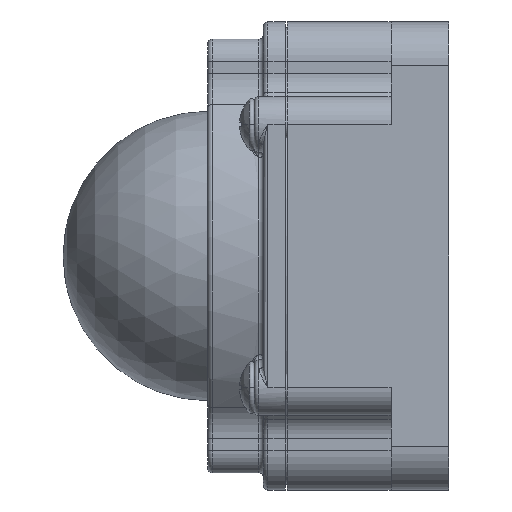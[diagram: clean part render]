
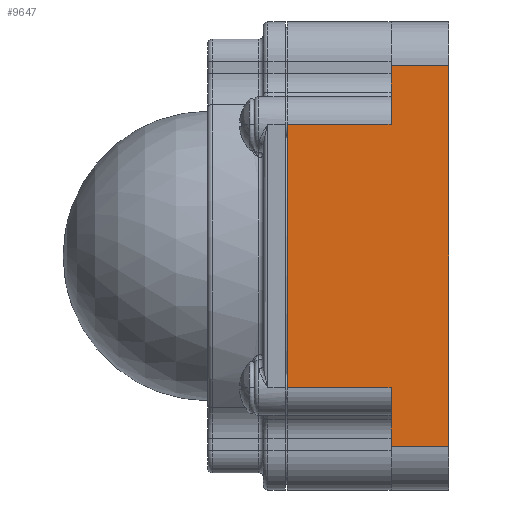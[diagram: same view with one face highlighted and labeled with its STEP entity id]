
A CAD part, left-side view. The second image highlights one B-rep face of the part: STEP entity #9647.
In plain terms, the highlighted planar face has unit normal (-1, 0, 0).
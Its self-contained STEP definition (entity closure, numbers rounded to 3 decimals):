
#1736=DIRECTION('',(0.,0.,1.));
#1737=VECTOR('',#1736,45.466);
#1738=CARTESIAN_POINT('',(-40.07,27.9,-22.733));
#1739=LINE('',#1738,#1737);
#2000=DIRECTION('',(0.,0.,1.));
#2001=VECTOR('',#2000,10.121);
#2002=CARTESIAN_POINT('',(-40.07,10.,-32.854));
#2003=LINE('',#2002,#2001);
#2062=DIRECTION('',(0.,1.,0.));
#2063=VECTOR('',#2062,17.9);
#2064=CARTESIAN_POINT('',(-40.07,10.,-22.733));
#2065=LINE('',#2064,#2063);
#2066=DIRECTION('',(0.,0.,-1.));
#2067=VECTOR('',#2066,65.709);
#2068=CARTESIAN_POINT('',(-40.07,0.,32.854));
#2069=LINE('',#2068,#2067);
#2070=DIRECTION('',(0.,1.,0.));
#2071=VECTOR('',#2070,10.);
#2072=CARTESIAN_POINT('',(-40.07,0.,-32.854));
#2073=LINE('',#2072,#2071);
#2079=DIRECTION('',(0.,1.,0.));
#2080=VECTOR('',#2079,17.9);
#2081=CARTESIAN_POINT('',(-40.07,10.,22.733));
#2082=LINE('',#2081,#2080);
#2092=DIRECTION('',(0.,0.,1.));
#2093=VECTOR('',#2092,10.121);
#2094=CARTESIAN_POINT('',(-40.07,10.,22.733));
#2095=LINE('',#2094,#2093);
#2106=DIRECTION('',(0.,1.,0.));
#2107=VECTOR('',#2106,10.);
#2108=CARTESIAN_POINT('',(-40.07,0.,32.854));
#2109=LINE('',#2108,#2107);
#6162=CARTESIAN_POINT('',(-40.07,0.,32.854));
#6164=VERTEX_POINT('',#6162);
#6175=CARTESIAN_POINT('',(-40.07,0.,-32.854));
#6177=VERTEX_POINT('',#6175);
#6178=CARTESIAN_POINT('',(-40.07,10.,32.854));
#6180=VERTEX_POINT('',#6178);
#6191=CARTESIAN_POINT('',(-40.07,10.,-32.854));
#6193=VERTEX_POINT('',#6191);
#6206=CARTESIAN_POINT('',(-40.07,10.,-22.733));
#6207=VERTEX_POINT('',#6206);
#6208=CARTESIAN_POINT('',(-40.07,10.,22.733));
#6209=VERTEX_POINT('',#6208);
#6303=CARTESIAN_POINT('',(-40.07,27.9,-22.733));
#6305=VERTEX_POINT('',#6303);
#6306=CARTESIAN_POINT('',(-40.07,27.9,22.733));
#6307=VERTEX_POINT('',#6306);
#9628=CARTESIAN_POINT('',(-40.07,0.,-32.854));
#9629=DIRECTION('',(-1.,0.,0.));
#9630=DIRECTION('',(0.,0.,1.));
#9631=AXIS2_PLACEMENT_3D('',#9628,#9629,#9630);
#9632=PLANE('',#9631);
#9633=ORIENTED_EDGE('',*,*,#9550,.T.);
#9634=ORIENTED_EDGE('',*,*,#9623,.T.);
#9635=ORIENTED_EDGE('',*,*,#9307,.T.);
#9637=ORIENTED_EDGE('',*,*,#9636,.F.);
#9639=ORIENTED_EDGE('',*,*,#9638,.T.);
#9641=ORIENTED_EDGE('',*,*,#9640,.F.);
#9642=ORIENTED_EDGE('',*,*,#7436,.T.);
#9644=ORIENTED_EDGE('',*,*,#9643,.T.);
#9645=EDGE_LOOP('',(#9633,#9634,#9635,#9637,#9639,#9641,#9642,#9644));
#9646=FACE_OUTER_BOUND('',#9645,.F.);
#9647=ADVANCED_FACE('',(#9646),#9632,.T.);
#7436=EDGE_CURVE('',#6164,#6177,#2069,.T.);
#9307=EDGE_CURVE('',#6305,#6307,#1739,.T.);
#9550=EDGE_CURVE('',#6193,#6207,#2003,.T.);
#9623=EDGE_CURVE('',#6207,#6305,#2065,.T.);
#9636=EDGE_CURVE('',#6209,#6307,#2082,.T.);
#9638=EDGE_CURVE('',#6209,#6180,#2095,.T.);
#9640=EDGE_CURVE('',#6164,#6180,#2109,.T.);
#9643=EDGE_CURVE('',#6177,#6193,#2073,.T.);
